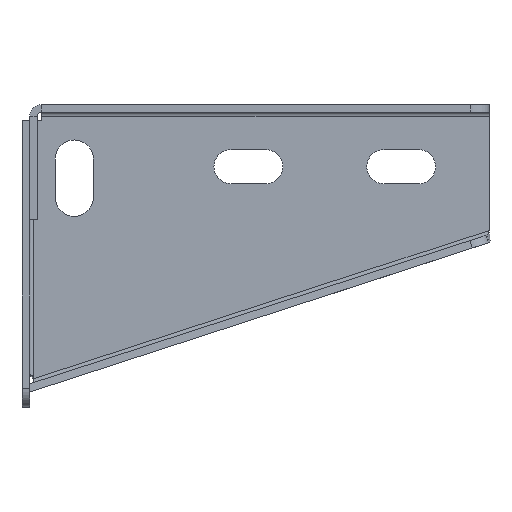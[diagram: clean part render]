
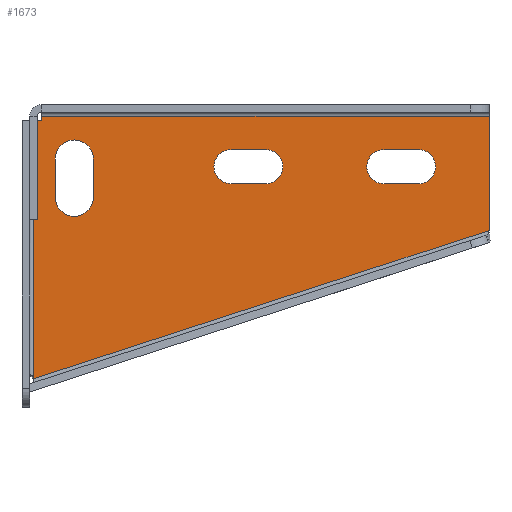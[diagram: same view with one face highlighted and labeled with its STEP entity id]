
A CAD part, top view. The second image highlights one B-rep face of the part: STEP entity #1673.
In plain terms, the highlighted planar face has unit normal (0, 0, 1).
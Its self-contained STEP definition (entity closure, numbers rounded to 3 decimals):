
#18=FACE_BOUND('',#287,.T.);
#19=FACE_BOUND('',#288,.T.);
#20=FACE_BOUND('',#289,.T.);
#39=CIRCLE('',#1791,5.);
#40=CIRCLE('',#1792,5.);
#41=CIRCLE('',#1793,4.5);
#42=CIRCLE('',#1794,4.5);
#43=CIRCLE('',#1795,4.5);
#44=CIRCLE('',#1796,4.5);
#94=PLANE('',#1790);
#189=FACE_OUTER_BOUND('',#286,.T.);
#286=EDGE_LOOP('',(#1209,#1210,#1211,#1212,#1213,#1214));
#287=EDGE_LOOP('',(#1215,#1216,#1217,#1218));
#288=EDGE_LOOP('',(#1219,#1220,#1221,#1222));
#289=EDGE_LOOP('',(#1223,#1224,#1225,#1226));
#400=LINE('',#2824,#581);
#413=LINE('',#2862,#594);
#414=LINE('',#2864,#595);
#415=LINE('',#2866,#596);
#416=LINE('',#2868,#597);
#417=LINE('',#2869,#598);
#418=LINE('',#2874,#599);
#419=LINE('',#2877,#600);
#420=LINE('',#2882,#601);
#421=LINE('',#2885,#602);
#422=LINE('',#2890,#603);
#423=LINE('',#2893,#604);
#581=VECTOR('',#1948,10.);
#594=VECTOR('',#1977,10.);
#595=VECTOR('',#1978,10.);
#596=VECTOR('',#1979,10.);
#597=VECTOR('',#1980,10.);
#598=VECTOR('',#1981,10.);
#599=VECTOR('',#1984,10.);
#600=VECTOR('',#1987,10.);
#601=VECTOR('',#1990,10.);
#602=VECTOR('',#1993,10.);
#603=VECTOR('',#1996,10.);
#604=VECTOR('',#1999,10.);
#762=VERTEX_POINT('',#2514);
#768=VERTEX_POINT('',#2700);
#789=VERTEX_POINT('',#2861);
#790=VERTEX_POINT('',#2863);
#791=VERTEX_POINT('',#2865);
#792=VERTEX_POINT('',#2867);
#793=VERTEX_POINT('',#2870);
#794=VERTEX_POINT('',#2871);
#795=VERTEX_POINT('',#2873);
#796=VERTEX_POINT('',#2875);
#797=VERTEX_POINT('',#2878);
#798=VERTEX_POINT('',#2879);
#799=VERTEX_POINT('',#2881);
#800=VERTEX_POINT('',#2883);
#801=VERTEX_POINT('',#2886);
#802=VERTEX_POINT('',#2887);
#803=VERTEX_POINT('',#2889);
#804=VERTEX_POINT('',#2891);
#933=EDGE_CURVE('',#768,#762,#400,.T.);
#952=EDGE_CURVE('',#789,#762,#413,.T.);
#953=EDGE_CURVE('',#789,#790,#414,.T.);
#954=EDGE_CURVE('',#791,#790,#415,.T.);
#955=EDGE_CURVE('',#792,#791,#416,.T.);
#956=EDGE_CURVE('',#792,#768,#417,.T.);
#957=EDGE_CURVE('',#793,#794,#39,.T.);
#958=EDGE_CURVE('',#794,#795,#418,.T.);
#959=EDGE_CURVE('',#795,#796,#40,.T.);
#960=EDGE_CURVE('',#796,#793,#419,.T.);
#961=EDGE_CURVE('',#797,#798,#41,.T.);
#962=EDGE_CURVE('',#798,#799,#420,.T.);
#963=EDGE_CURVE('',#799,#800,#42,.T.);
#964=EDGE_CURVE('',#800,#797,#421,.T.);
#965=EDGE_CURVE('',#801,#802,#43,.T.);
#966=EDGE_CURVE('',#802,#803,#422,.T.);
#967=EDGE_CURVE('',#803,#804,#44,.T.);
#968=EDGE_CURVE('',#804,#801,#423,.T.);
#1209=ORIENTED_EDGE('',*,*,#933,.T.);
#1210=ORIENTED_EDGE('',*,*,#952,.F.);
#1211=ORIENTED_EDGE('',*,*,#953,.T.);
#1212=ORIENTED_EDGE('',*,*,#954,.F.);
#1213=ORIENTED_EDGE('',*,*,#955,.F.);
#1214=ORIENTED_EDGE('',*,*,#956,.T.);
#1215=ORIENTED_EDGE('',*,*,#957,.T.);
#1216=ORIENTED_EDGE('',*,*,#958,.T.);
#1217=ORIENTED_EDGE('',*,*,#959,.T.);
#1218=ORIENTED_EDGE('',*,*,#960,.T.);
#1219=ORIENTED_EDGE('',*,*,#961,.T.);
#1220=ORIENTED_EDGE('',*,*,#962,.T.);
#1221=ORIENTED_EDGE('',*,*,#963,.T.);
#1222=ORIENTED_EDGE('',*,*,#964,.T.);
#1223=ORIENTED_EDGE('',*,*,#965,.T.);
#1224=ORIENTED_EDGE('',*,*,#966,.T.);
#1225=ORIENTED_EDGE('',*,*,#967,.T.);
#1226=ORIENTED_EDGE('',*,*,#968,.T.);
#1673=ADVANCED_FACE('',(#189,#18,#19,#20),#94,.T.);
#1790=AXIS2_PLACEMENT_3D('',#2860,#1975,#1976);
#1791=AXIS2_PLACEMENT_3D('',#2872,#1982,#1983);
#1792=AXIS2_PLACEMENT_3D('',#2876,#1985,#1986);
#1793=AXIS2_PLACEMENT_3D('',#2880,#1988,#1989);
#1794=AXIS2_PLACEMENT_3D('',#2884,#1991,#1992);
#1795=AXIS2_PLACEMENT_3D('',#2888,#1994,#1995);
#1796=AXIS2_PLACEMENT_3D('',#2892,#1997,#1998);
#1948=DIRECTION('',(0.951,0.309,0.));
#1975=DIRECTION('center_axis',(0.,0.,1.));
#1976=DIRECTION('ref_axis',(1.,0.,0.));
#1977=DIRECTION('',(0.,-1.,0.));
#1978=DIRECTION('',(-1.,0.,0.));
#1979=DIRECTION('',(0.,1.,0.));
#1980=DIRECTION('',(1.,0.,0.));
#1981=DIRECTION('',(0.,-1.,0.));
#1982=DIRECTION('center_axis',(0.,0.,-1.));
#1983=DIRECTION('ref_axis',(1.,0.,0.));
#1984=DIRECTION('',(0.,1.,0.));
#1985=DIRECTION('center_axis',(0.,0.,-1.));
#1986=DIRECTION('ref_axis',(-1.,0.,0.));
#1987=DIRECTION('',(0.,-1.,0.));
#1988=DIRECTION('center_axis',(0.,0.,-1.));
#1989=DIRECTION('ref_axis',(0.,1.,0.));
#1990=DIRECTION('',(1.,0.,0.));
#1991=DIRECTION('center_axis',(0.,0.,-1.));
#1992=DIRECTION('ref_axis',(0.,-1.,0.));
#1993=DIRECTION('',(-1.,0.,0.));
#1994=DIRECTION('center_axis',(0.,0.,-1.));
#1995=DIRECTION('ref_axis',(0.,1.,0.));
#1996=DIRECTION('',(1.,0.,0.));
#1997=DIRECTION('center_axis',(0.,0.,-1.));
#1998=DIRECTION('ref_axis',(0.,-1.,0.));
#1999=DIRECTION('',(-1.,0.,0.));
#2514=CARTESIAN_POINT('',(147.,-57.694,2.));
#2700=CARTESIAN_POINT('',(27.796,-96.489,2.));
#2824=CARTESIAN_POINT('',(109.526,-69.89,2.));
#2860=CARTESIAN_POINT('Origin',(60.464,-46.481,2.));
#2861=CARTESIAN_POINT('',(147.,-27.796,2.));
#2862=CARTESIAN_POINT('',(147.,-61.694,2.));
#2863=CARTESIAN_POINT('',(30.,-27.796,2.));
#2864=CARTESIAN_POINT('',(45.232,-27.796,2.));
#2865=CARTESIAN_POINT('',(30.,-29.,2.));
#2866=CARTESIAN_POINT('',(30.,-24.,2.));
#2867=CARTESIAN_POINT('',(27.796,-29.,2.));
#2868=CARTESIAN_POINT('',(30.,-29.,2.));
#2869=CARTESIAN_POINT('',(27.796,-71.485,2.));
#2870=CARTESIAN_POINT('',(43.5,-49.,2.));
#2871=CARTESIAN_POINT('',(33.5,-49.,2.));
#2872=CARTESIAN_POINT('Origin',(38.5,-49.,2.));
#2873=CARTESIAN_POINT('',(33.5,-39.,2.));
#2874=CARTESIAN_POINT('',(33.5,-47.74,2.));
#2875=CARTESIAN_POINT('',(43.5,-39.,2.));
#2876=CARTESIAN_POINT('Origin',(38.5,-39.,2.));
#2877=CARTESIAN_POINT('',(43.5,-42.74,2.));
#2878=CARTESIAN_POINT('',(119.5,-45.5,2.));
#2879=CARTESIAN_POINT('',(119.5,-36.5,2.));
#2880=CARTESIAN_POINT('Origin',(119.5,-41.,2.));
#2881=CARTESIAN_POINT('',(128.5,-36.5,2.));
#2882=CARTESIAN_POINT('',(89.982,-36.5,2.));
#2883=CARTESIAN_POINT('',(128.5,-45.5,2.));
#2884=CARTESIAN_POINT('Origin',(128.5,-41.,2.));
#2885=CARTESIAN_POINT('',(94.482,-45.5,2.));
#2886=CARTESIAN_POINT('',(79.5,-45.5,2.));
#2887=CARTESIAN_POINT('',(79.5,-36.5,2.));
#2888=CARTESIAN_POINT('Origin',(79.5,-41.,2.));
#2889=CARTESIAN_POINT('',(88.5,-36.5,2.));
#2890=CARTESIAN_POINT('',(69.982,-36.5,2.));
#2891=CARTESIAN_POINT('',(88.5,-45.5,2.));
#2892=CARTESIAN_POINT('Origin',(88.5,-41.,2.));
#2893=CARTESIAN_POINT('',(74.482,-45.5,2.));
